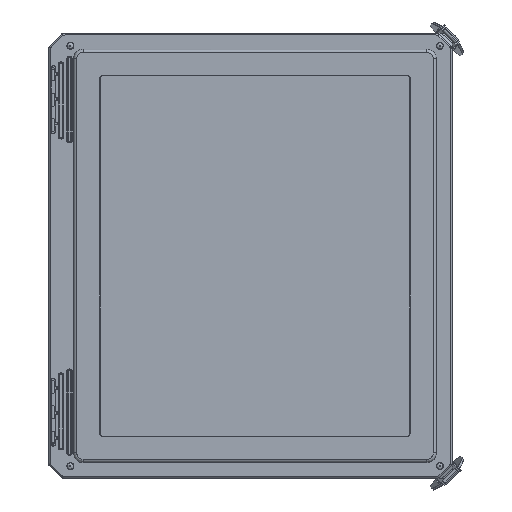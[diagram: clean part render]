
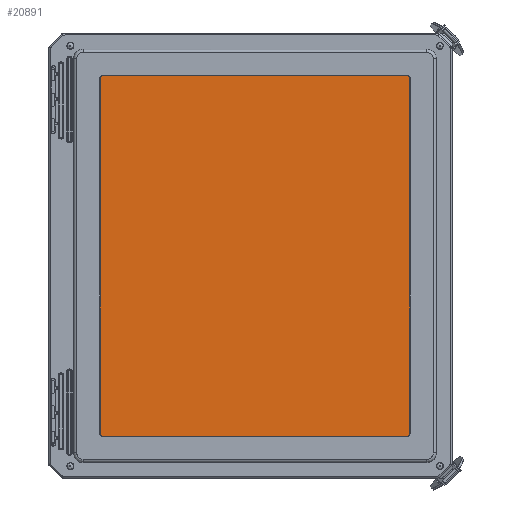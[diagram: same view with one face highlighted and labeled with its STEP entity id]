
A CAD part, top view. The second image highlights one B-rep face of the part: STEP entity #20891.
In plain terms, the highlighted planar face has unit normal (0, 0, 1).
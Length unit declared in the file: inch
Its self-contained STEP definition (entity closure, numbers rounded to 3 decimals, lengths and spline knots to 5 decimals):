
#6340 = VERTEX_POINT ( 'NONE', #67757 ) ;
#6526 = LINE ( 'NONE', #61877, #28210 ) ;
#12790 = CARTESIAN_POINT ( 'NONE',  ( 5.9935, -7., 8.34338 ) ) ;
#13337 = EDGE_CURVE ( 'NONE', #91884, #89412, #27328, .T. ) ;
#14262 = DIRECTION ( 'NONE',  ( -1., 0., 0. ) ) ;
#16082 = VECTOR ( 'NONE', #89080, 39.37008 ) ;
#19005 = ORIENTED_EDGE ( 'NONE', *, *, #57158, .F. ) ;
#20891 = ADVANCED_FACE ( 'NONE', ( #103590 ), #49802, .F. ) ;
#21588 = CIRCLE ( 'NONE', #32935, 0.115 ) ;
#21642 = VERTEX_POINT ( 'NONE', #98645 ) ;
#24987 = CARTESIAN_POINT ( 'NONE',  ( -6.0065, 7., 8.34338 ) ) ;
#27328 = CIRCLE ( 'NONE', #99877, 0.115 ) ;
#27529 = ORIENTED_EDGE ( 'NONE', *, *, #132010, .F. ) ;
#28210 = VECTOR ( 'NONE', #40807, 39.37008 ) ;
#28656 = DIRECTION ( 'NONE',  ( -1., 0., 0. ) ) ;
#32472 = DIRECTION ( 'NONE',  ( -1., 0., 0. ) ) ;
#32935 = AXIS2_PLACEMENT_3D ( 'NONE', #33392, #98503, #32472 ) ;
#33392 = CARTESIAN_POINT ( 'NONE',  ( 5.9935, 7., 8.34338 ) ) ;
#34277 = DIRECTION ( 'NONE',  ( -1., 0., 0. ) ) ;
#34817 = DIRECTION ( 'NONE',  ( 0., 0., -1. ) ) ;
#38666 = AXIS2_PLACEMENT_3D ( 'NONE', #12790, #130553, #34277 ) ;
#39552 = LINE ( 'NONE', #94761, #16082 ) ;
#39880 = CARTESIAN_POINT ( 'NONE',  ( 6.1085, -7., 8.34338 ) ) ;
#40258 = VERTEX_POINT ( 'NONE', #87919 ) ;
#40807 = DIRECTION ( 'NONE',  ( 1., 0., 0. ) ) ;
#41727 = CARTESIAN_POINT ( 'NONE',  ( -6.0065, -7.115, 8.34338 ) ) ;
#44344 = CARTESIAN_POINT ( 'NONE',  ( -6.1215, -7., 8.34338 ) ) ;
#47856 = EDGE_CURVE ( 'NONE', #6340, #80031, #21588, .T. ) ;
#48909 = CARTESIAN_POINT ( 'NONE',  ( -0.0065, 0., 8.34338 ) ) ;
#49802 = PLANE ( 'NONE',  #128571 ) ;
#50075 = CIRCLE ( 'NONE', #118322, 0.115 ) ;
#50103 = EDGE_LOOP ( 'NONE', ( #60626, #53652, #90823, #78451, #27529, #19005, #100138, #98085 ) ) ;
#52144 = DIRECTION ( 'NONE',  ( -1., 0., 0. ) ) ;
#53652 = ORIENTED_EDGE ( 'NONE', *, *, #101797, .F. ) ;
#56321 = EDGE_CURVE ( 'NONE', #21642, #6340, #6526, .T. ) ;
#57158 = EDGE_CURVE ( 'NONE', #81255, #109194, #97335, .T. ) ;
#60626 = ORIENTED_EDGE ( 'NONE', *, *, #56321, .F. ) ;
#61416 = DIRECTION ( 'NONE',  ( 0., -1., 0. ) ) ;
#61877 = CARTESIAN_POINT ( 'NONE',  ( 5.9935, 7.115, 8.34338 ) ) ;
#62654 = EDGE_CURVE ( 'NONE', #89412, #40258, #39552, .T. ) ;
#67757 = CARTESIAN_POINT ( 'NONE',  ( 5.9935, 7.115, 8.34338 ) ) ;
#70009 = LINE ( 'NONE', #39880, #85083 ) ;
#70331 = CARTESIAN_POINT ( 'NONE',  ( 6.1085, 7., 8.34338 ) ) ;
#78451 = ORIENTED_EDGE ( 'NONE', *, *, #13337, .F. ) ;
#80031 = VERTEX_POINT ( 'NONE', #70331 ) ;
#81096 = CARTESIAN_POINT ( 'NONE',  ( -6.0065, -7., 8.34338 ) ) ;
#81255 = VERTEX_POINT ( 'NONE', #98112 ) ;
#85083 = VECTOR ( 'NONE', #61416, 39.37008 ) ;
#87919 = CARTESIAN_POINT ( 'NONE',  ( -6.1215, 7., 8.34338 ) ) ;
#89080 = DIRECTION ( 'NONE',  ( 0., 1., 0. ) ) ;
#89412 = VERTEX_POINT ( 'NONE', #44344 ) ;
#90823 = ORIENTED_EDGE ( 'NONE', *, *, #62654, .F. ) ;
#91884 = VERTEX_POINT ( 'NONE', #41727 ) ;
#92356 = DIRECTION ( 'NONE',  ( 0., 0., -1. ) ) ;
#94761 = CARTESIAN_POINT ( 'NONE',  ( -6.1215, 7., 8.34338 ) ) ;
#97335 = CIRCLE ( 'NONE', #38666, 0.115 ) ;
#98085 = ORIENTED_EDGE ( 'NONE', *, *, #47856, .F. ) ;
#98112 = CARTESIAN_POINT ( 'NONE',  ( 6.1085, -7., 8.34338 ) ) ;
#98503 = DIRECTION ( 'NONE',  ( 0., 0., -1. ) ) ;
#98645 = CARTESIAN_POINT ( 'NONE',  ( -6.0065, 7.115, 8.34338 ) ) ;
#99877 = AXIS2_PLACEMENT_3D ( 'NONE', #81096, #92356, #28656 ) ;
#100138 = ORIENTED_EDGE ( 'NONE', *, *, #108295, .F. ) ;
#101797 = EDGE_CURVE ( 'NONE', #40258, #21642, #50075, .T. ) ;
#103590 = FACE_OUTER_BOUND ( 'NONE', #50103, .T. ) ;
#103668 = DIRECTION ( 'NONE',  ( -1., 0., 0. ) ) ;
#108295 = EDGE_CURVE ( 'NONE', #80031, #81255, #70009, .T. ) ;
#109194 = VERTEX_POINT ( 'NONE', #120523 ) ;
#118322 = AXIS2_PLACEMENT_3D ( 'NONE', #24987, #34817, #14262 ) ;
#120523 = CARTESIAN_POINT ( 'NONE',  ( 5.9935, -7.115, 8.34338 ) ) ;
#124657 = DIRECTION ( 'NONE',  ( 0., 0., -1. ) ) ;
#126959 = CARTESIAN_POINT ( 'NONE',  ( -6.0065, -7.115, 8.34338 ) ) ;
#127813 = VECTOR ( 'NONE', #52144, 39.37008 ) ;
#128571 = AXIS2_PLACEMENT_3D ( 'NONE', #48909, #124657, #103668 ) ;
#130553 = DIRECTION ( 'NONE',  ( 0., 0., -1. ) ) ;
#132010 = EDGE_CURVE ( 'NONE', #109194, #91884, #134482, .T. ) ;
#134482 = LINE ( 'NONE', #126959, #127813 ) ;
